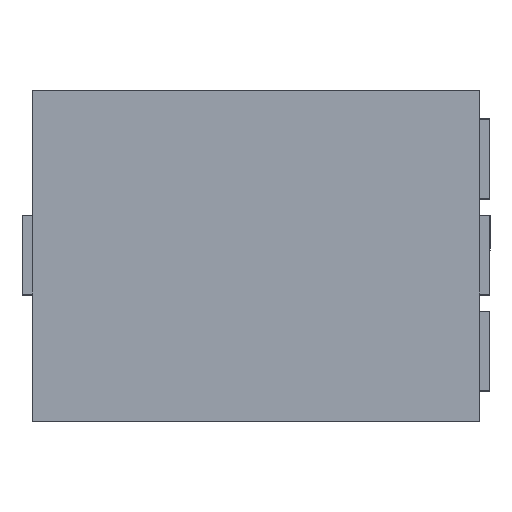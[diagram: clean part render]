
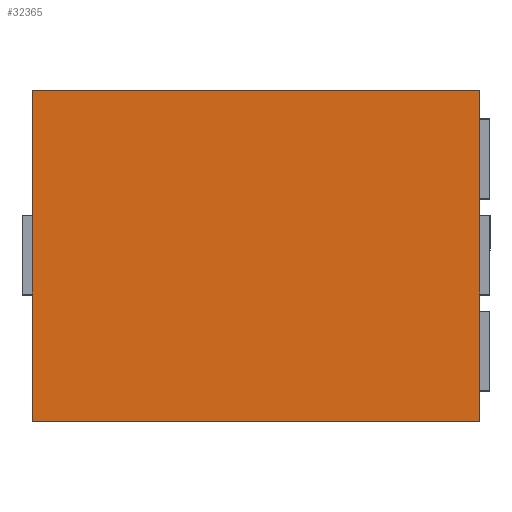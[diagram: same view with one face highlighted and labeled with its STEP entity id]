
A CAD part, top view. The second image highlights one B-rep face of the part: STEP entity #32365.
In plain terms, the highlighted planar face has unit normal (0, 0, 1).
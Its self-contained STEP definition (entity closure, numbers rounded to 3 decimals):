
#3247=FACE_OUTER_BOUND('',#5296,.T.);
#5296=EDGE_LOOP('',(#21713,#21714,#21715,#21716));
#7611=LINE('',#48324,#10743);
#7612=LINE('',#48326,#10744);
#7613=LINE('',#48328,#10745);
#7614=LINE('',#48329,#10746);
#10743=VECTOR('',#38191,10.);
#10744=VECTOR('',#38192,10.);
#10745=VECTOR('',#38193,10.);
#10746=VECTOR('',#38194,10.);
#13877=VERTEX_POINT('',#48322);
#13878=VERTEX_POINT('',#48323);
#13879=VERTEX_POINT('',#48325);
#13880=VERTEX_POINT('',#48327);
#16857=EDGE_CURVE('',#13877,#13878,#7611,.T.);
#16858=EDGE_CURVE('',#13878,#13879,#7612,.T.);
#16859=EDGE_CURVE('',#13879,#13880,#7613,.T.);
#16860=EDGE_CURVE('',#13880,#13877,#7614,.T.);
#21713=ORIENTED_EDGE('',*,*,#16857,.T.);
#21714=ORIENTED_EDGE('',*,*,#16858,.T.);
#21715=ORIENTED_EDGE('',*,*,#16859,.T.);
#21716=ORIENTED_EDGE('',*,*,#16860,.T.);
#31326=PLANE('',#34614);
#32365=ADVANCED_FACE('',(#3247),#31326,.T.);
#34614=AXIS2_PLACEMENT_3D('',#48321,#38189,#38190);
#38189=DIRECTION('center_axis',(0.,0.,1.));
#38190=DIRECTION('ref_axis',(1.,0.,0.));
#38191=DIRECTION('',(1.,0.,0.));
#38192=DIRECTION('',(0.,1.,0.));
#38193=DIRECTION('',(-1.,0.,0.));
#38194=DIRECTION('',(0.,-1.,0.));
#48321=CARTESIAN_POINT('Origin',(41.9,30.315,17.57));
#48322=CARTESIAN_POINT('',(-2.5,-2.5,17.57));
#48323=CARTESIAN_POINT('',(86.3,-2.5,17.57));
#48324=CARTESIAN_POINT('',(86.3,-2.5,17.57));
#48325=CARTESIAN_POINT('',(86.3,63.13,17.57));
#48326=CARTESIAN_POINT('',(86.3,63.13,17.57));
#48327=CARTESIAN_POINT('',(-2.5,63.13,17.57));
#48328=CARTESIAN_POINT('',(-2.5,63.13,17.57));
#48329=CARTESIAN_POINT('',(-2.5,-2.5,17.57));
